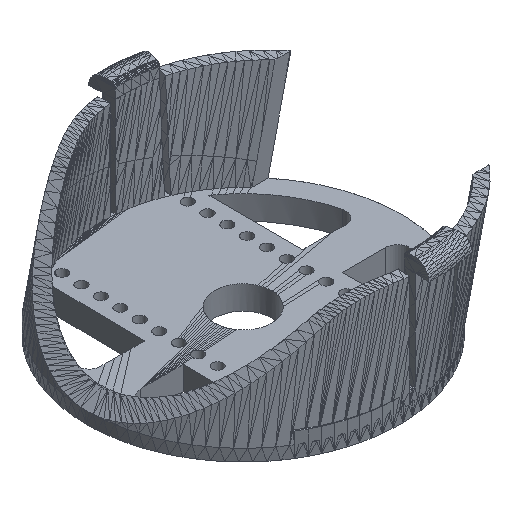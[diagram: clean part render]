
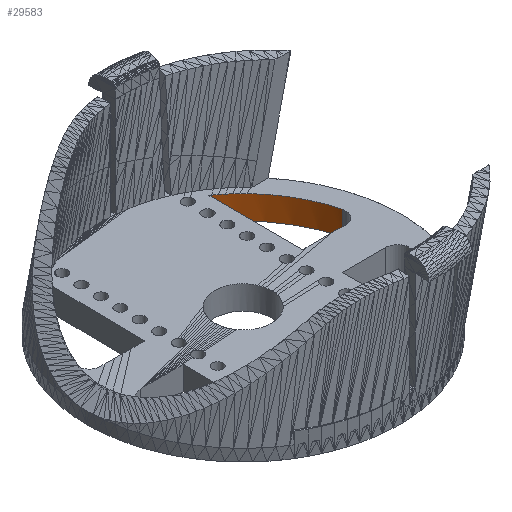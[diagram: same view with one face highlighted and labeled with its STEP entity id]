
A CAD part, isometric view. The second image highlights one B-rep face of the part: STEP entity #29583.
In plain terms, the highlighted cylindrical face has radius 35 mm (diameter 70 mm), a partial arc.
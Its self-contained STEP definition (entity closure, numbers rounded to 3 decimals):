
#2483=FACE_OUTER_BOUND('',#4804,.T.);
#4804=EDGE_LOOP('',(#22892,#22893,#22894,#22895,#22896,#22897,#22898,#22899,
#22900,#22901,#22902,#22903,#22904,#22905,#22906,#22907,#22908,#22909,#22910,
#22911,#22912,#22913,#22914));
#7737=LINE('',#45163,#11606);
#7874=LINE('',#45466,#11743);
#11606=VECTOR('',#35568,10.);
#11743=VECTOR('',#35873,10.);
#14592=CIRCLE('',#31660,35.);
#14655=CIRCLE('',#31728,35.);
#14656=CIRCLE('',#31729,35.);
#14657=CIRCLE('',#31730,35.);
#14658=CIRCLE('',#31731,35.);
#14659=CIRCLE('',#31732,35.);
#14660=CIRCLE('',#31733,35.);
#14661=CIRCLE('',#31734,35.);
#14662=CIRCLE('',#31735,35.);
#14663=CIRCLE('',#31736,35.);
#14664=CIRCLE('',#31737,35.);
#14665=CIRCLE('',#31738,35.);
#14666=CIRCLE('',#31739,35.);
#14667=CIRCLE('',#31740,35.);
#14668=CIRCLE('',#31741,35.);
#14705=CIRCLE('',#31779,35.);
#14746=CIRCLE('',#31971,35.);
#14747=CIRCLE('',#31972,35.);
#14748=CIRCLE('',#31973,35.);
#14749=CIRCLE('',#31974,35.);
#14750=CIRCLE('',#31975,35.);
#14946=VERTEX_POINT('',#43127);
#14947=VERTEX_POINT('',#43129);
#15346=VERTEX_POINT('',#43885);
#15347=VERTEX_POINT('',#43887);
#15349=VERTEX_POINT('',#43891);
#15351=VERTEX_POINT('',#43895);
#15353=VERTEX_POINT('',#43899);
#15355=VERTEX_POINT('',#43903);
#15357=VERTEX_POINT('',#43907);
#15359=VERTEX_POINT('',#43911);
#15361=VERTEX_POINT('',#43915);
#15363=VERTEX_POINT('',#43919);
#15365=VERTEX_POINT('',#43923);
#15367=VERTEX_POINT('',#43927);
#15369=VERTEX_POINT('',#43931);
#15371=VERTEX_POINT('',#43935);
#15373=VERTEX_POINT('',#43939);
#15659=VERTEX_POINT('',#44456);
#15660=VERTEX_POINT('',#44458);
#16001=VERTEX_POINT('',#45467);
#16002=VERTEX_POINT('',#45469);
#16003=VERTEX_POINT('',#45471);
#16004=VERTEX_POINT('',#45473);
#17055=EDGE_CURVE('',#14946,#14947,#14592,.T.);
#17408=EDGE_CURVE('',#15346,#15347,#14655,.T.);
#17410=EDGE_CURVE('',#15347,#15349,#14656,.T.);
#17412=EDGE_CURVE('',#15349,#15351,#14657,.T.);
#17414=EDGE_CURVE('',#15351,#15353,#14658,.T.);
#17416=EDGE_CURVE('',#15353,#15355,#14659,.T.);
#17418=EDGE_CURVE('',#15355,#15357,#14660,.T.);
#17420=EDGE_CURVE('',#15357,#15359,#14661,.T.);
#17422=EDGE_CURVE('',#15359,#15361,#14662,.T.);
#17424=EDGE_CURVE('',#15361,#15363,#14663,.T.);
#17426=EDGE_CURVE('',#15363,#15365,#14664,.T.);
#17428=EDGE_CURVE('',#15365,#15367,#14665,.T.);
#17430=EDGE_CURVE('',#15367,#15369,#14666,.T.);
#17432=EDGE_CURVE('',#15369,#15371,#14667,.T.);
#17434=EDGE_CURVE('',#15371,#15373,#14668,.T.);
#17665=EDGE_CURVE('',#15660,#15659,#14705,.T.);
#18022=EDGE_CURVE('',#14946,#15660,#7737,.T.);
#18186=EDGE_CURVE('',#15373,#15659,#7874,.T.);
#18187=EDGE_CURVE('',#16001,#15346,#14746,.T.);
#18188=EDGE_CURVE('',#16002,#16001,#14747,.T.);
#18189=EDGE_CURVE('',#16003,#16002,#14748,.T.);
#18190=EDGE_CURVE('',#16004,#16003,#14749,.T.);
#18191=EDGE_CURVE('',#14947,#16004,#14750,.T.);
#22892=ORIENTED_EDGE('',*,*,#18022,.T.);
#22893=ORIENTED_EDGE('',*,*,#17665,.T.);
#22894=ORIENTED_EDGE('',*,*,#18186,.F.);
#22895=ORIENTED_EDGE('',*,*,#17434,.F.);
#22896=ORIENTED_EDGE('',*,*,#17432,.F.);
#22897=ORIENTED_EDGE('',*,*,#17430,.F.);
#22898=ORIENTED_EDGE('',*,*,#17428,.F.);
#22899=ORIENTED_EDGE('',*,*,#17426,.F.);
#22900=ORIENTED_EDGE('',*,*,#17424,.F.);
#22901=ORIENTED_EDGE('',*,*,#17422,.F.);
#22902=ORIENTED_EDGE('',*,*,#17420,.F.);
#22903=ORIENTED_EDGE('',*,*,#17418,.F.);
#22904=ORIENTED_EDGE('',*,*,#17416,.F.);
#22905=ORIENTED_EDGE('',*,*,#17414,.F.);
#22906=ORIENTED_EDGE('',*,*,#17412,.F.);
#22907=ORIENTED_EDGE('',*,*,#17410,.F.);
#22908=ORIENTED_EDGE('',*,*,#17408,.F.);
#22909=ORIENTED_EDGE('',*,*,#18187,.F.);
#22910=ORIENTED_EDGE('',*,*,#18188,.F.);
#22911=ORIENTED_EDGE('',*,*,#18189,.F.);
#22912=ORIENTED_EDGE('',*,*,#18190,.F.);
#22913=ORIENTED_EDGE('',*,*,#18191,.F.);
#22914=ORIENTED_EDGE('',*,*,#17055,.F.);
#29409=CYLINDRICAL_SURFACE('',#31970,35.);
#29583=ADVANCED_FACE('',(#2483),#29409,.F.);
#31660=AXIS2_PLACEMENT_3D('',#43130,#34279,#34280);
#31728=AXIS2_PLACEMENT_3D('',#43888,#34705,#34706);
#31729=AXIS2_PLACEMENT_3D('',#43892,#34708,#34709);
#31730=AXIS2_PLACEMENT_3D('',#43896,#34711,#34712);
#31731=AXIS2_PLACEMENT_3D('',#43900,#34714,#34715);
#31732=AXIS2_PLACEMENT_3D('',#43904,#34717,#34718);
#31733=AXIS2_PLACEMENT_3D('',#43908,#34720,#34721);
#31734=AXIS2_PLACEMENT_3D('',#43912,#34723,#34724);
#31735=AXIS2_PLACEMENT_3D('',#43916,#34726,#34727);
#31736=AXIS2_PLACEMENT_3D('',#43920,#34729,#34730);
#31737=AXIS2_PLACEMENT_3D('',#43924,#34732,#34733);
#31738=AXIS2_PLACEMENT_3D('',#43928,#34735,#34736);
#31739=AXIS2_PLACEMENT_3D('',#43932,#34738,#34739);
#31740=AXIS2_PLACEMENT_3D('',#43936,#34741,#34742);
#31741=AXIS2_PLACEMENT_3D('',#43940,#34744,#34745);
#31779=AXIS2_PLACEMENT_3D('',#44459,#35014,#35015);
#31970=AXIS2_PLACEMENT_3D('',#45465,#35871,#35872);
#31971=AXIS2_PLACEMENT_3D('',#45468,#35874,#35875);
#31972=AXIS2_PLACEMENT_3D('',#45470,#35876,#35877);
#31973=AXIS2_PLACEMENT_3D('',#45472,#35878,#35879);
#31974=AXIS2_PLACEMENT_3D('',#45474,#35880,#35881);
#31975=AXIS2_PLACEMENT_3D('',#45475,#35882,#35883);
#34279=DIRECTION('center_axis',(0.,0.,-1.));
#34280=DIRECTION('ref_axis',(1.,0.,0.));
#34705=DIRECTION('center_axis',(0.,0.,-1.));
#34706=DIRECTION('ref_axis',(1.,0.,0.));
#34708=DIRECTION('center_axis',(0.,0.,-1.));
#34709=DIRECTION('ref_axis',(1.,0.,0.));
#34711=DIRECTION('center_axis',(0.,0.,-1.));
#34712=DIRECTION('ref_axis',(1.,0.,0.));
#34714=DIRECTION('center_axis',(0.,0.,-1.));
#34715=DIRECTION('ref_axis',(1.,0.,0.));
#34717=DIRECTION('center_axis',(0.,0.,-1.));
#34718=DIRECTION('ref_axis',(1.,0.,0.));
#34720=DIRECTION('center_axis',(0.,0.,-1.));
#34721=DIRECTION('ref_axis',(1.,0.,0.));
#34723=DIRECTION('center_axis',(0.,0.,-1.));
#34724=DIRECTION('ref_axis',(1.,0.,0.));
#34726=DIRECTION('center_axis',(0.,0.,-1.));
#34727=DIRECTION('ref_axis',(1.,0.,0.));
#34729=DIRECTION('center_axis',(0.,0.,-1.));
#34730=DIRECTION('ref_axis',(1.,0.,0.));
#34732=DIRECTION('center_axis',(0.,0.,-1.));
#34733=DIRECTION('ref_axis',(1.,0.,0.));
#34735=DIRECTION('center_axis',(0.,0.,-1.));
#34736=DIRECTION('ref_axis',(1.,0.,0.));
#34738=DIRECTION('center_axis',(0.,0.,-1.));
#34739=DIRECTION('ref_axis',(1.,0.,0.));
#34741=DIRECTION('center_axis',(0.,0.,-1.));
#34742=DIRECTION('ref_axis',(1.,0.,0.));
#34744=DIRECTION('center_axis',(0.,0.,-1.));
#34745=DIRECTION('ref_axis',(1.,0.,0.));
#35014=DIRECTION('center_axis',(0.,0.,-1.));
#35015=DIRECTION('ref_axis',(1.,0.,0.));
#35568=DIRECTION('',(0.,0.,-1.));
#35871=DIRECTION('center_axis',(0.,0.,1.));
#35872=DIRECTION('ref_axis',(1.,0.,0.));
#35873=DIRECTION('',(0.,0.,-1.));
#35874=DIRECTION('center_axis',(0.,0.,-1.));
#35875=DIRECTION('ref_axis',(1.,0.,0.));
#35876=DIRECTION('center_axis',(0.,0.,-1.));
#35877=DIRECTION('ref_axis',(1.,0.,0.));
#35878=DIRECTION('center_axis',(0.,0.,-1.));
#35879=DIRECTION('ref_axis',(1.,0.,0.));
#35880=DIRECTION('center_axis',(0.,0.,-1.));
#35881=DIRECTION('ref_axis',(1.,0.,0.));
#35882=DIRECTION('center_axis',(0.,0.,-1.));
#35883=DIRECTION('ref_axis',(1.,0.,0.));
#43127=CARTESIAN_POINT('',(65.056,28.684,3.));
#43129=CARTESIAN_POINT('',(65.38,28.455,3.));
#43130=CARTESIAN_POINT('Origin',(45.,0.,3.));
#43885=CARTESIAN_POINT('',(70.234,24.253,3.));
#43887=CARTESIAN_POINT('',(71.11,23.308,3.));
#43888=CARTESIAN_POINT('Origin',(45.,0.,3.));
#43891=CARTESIAN_POINT('',(71.95,22.332,3.));
#43892=CARTESIAN_POINT('Origin',(45.,0.,3.));
#43895=CARTESIAN_POINT('',(72.752,21.326,3.));
#43896=CARTESIAN_POINT('Origin',(45.,0.,3.));
#43899=CARTESIAN_POINT('',(73.516,20.293,3.));
#43900=CARTESIAN_POINT('Origin',(45.,0.,3.));
#43903=CARTESIAN_POINT('',(74.241,19.234,3.));
#43904=CARTESIAN_POINT('Origin',(45.,0.,3.));
#43907=CARTESIAN_POINT('',(74.927,18.149,3.));
#43908=CARTESIAN_POINT('Origin',(45.,0.,3.));
#43911=CARTESIAN_POINT('',(75.572,17.04,3.));
#43912=CARTESIAN_POINT('Origin',(45.,0.,3.));
#43915=CARTESIAN_POINT('',(76.176,15.907,3.));
#43916=CARTESIAN_POINT('Origin',(45.,0.,3.));
#43919=CARTESIAN_POINT('',(76.739,14.752,3.));
#43920=CARTESIAN_POINT('Origin',(45.,0.,3.));
#43923=CARTESIAN_POINT('',(77.26,13.576,3.));
#43924=CARTESIAN_POINT('Origin',(45.,0.,3.));
#43927=CARTESIAN_POINT('',(77.737,12.38,3.));
#43928=CARTESIAN_POINT('Origin',(45.,0.,3.));
#43931=CARTESIAN_POINT('',(78.17,11.169,3.));
#43932=CARTESIAN_POINT('Origin',(45.,0.,3.));
#43935=CARTESIAN_POINT('',(78.558,9.944,3.));
#43936=CARTESIAN_POINT('Origin',(45.,0.,3.));
#43939=CARTESIAN_POINT('',(78.889,8.75,3.));
#43940=CARTESIAN_POINT('Origin',(45.,0.,3.));
#44456=CARTESIAN_POINT('',(78.889,8.75,-3.));
#44458=CARTESIAN_POINT('',(65.056,28.684,-3.));
#44459=CARTESIAN_POINT('Origin',(45.,0.,-3.));
#45163=CARTESIAN_POINT('',(65.056,28.684,-3.));
#45465=CARTESIAN_POINT('Origin',(45.,0.,-3.));
#45466=CARTESIAN_POINT('',(78.889,8.75,-3.));
#45467=CARTESIAN_POINT('',(69.325,25.165,3.));
#45468=CARTESIAN_POINT('Origin',(45.,0.,3.));
#45469=CARTESIAN_POINT('',(68.384,26.042,3.));
#45470=CARTESIAN_POINT('Origin',(45.,0.,3.));
#45471=CARTESIAN_POINT('',(67.413,26.883,3.));
#45472=CARTESIAN_POINT('Origin',(45.,0.,3.));
#45473=CARTESIAN_POINT('',(66.411,27.687,3.));
#45474=CARTESIAN_POINT('Origin',(45.,0.,3.));
#45475=CARTESIAN_POINT('Origin',(45.,0.,3.));
